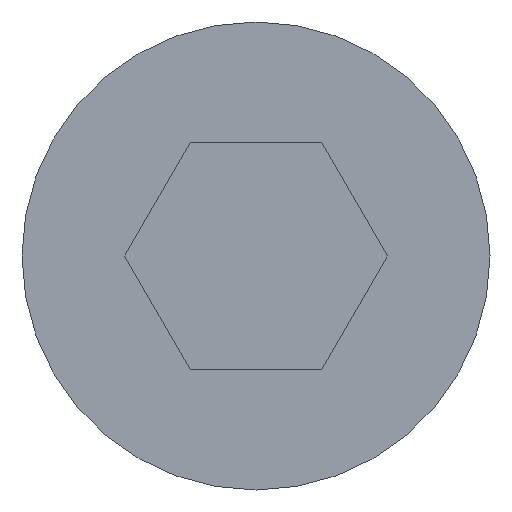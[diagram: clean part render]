
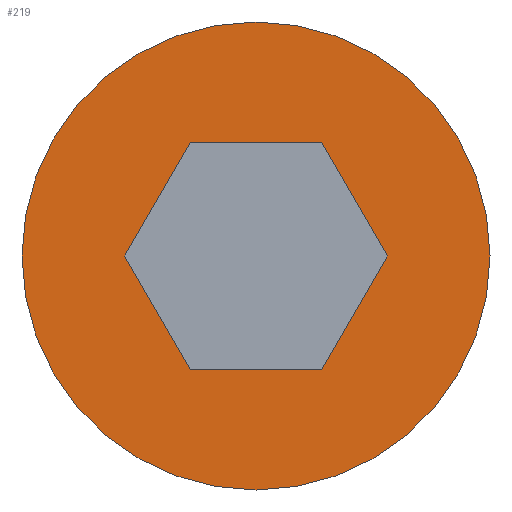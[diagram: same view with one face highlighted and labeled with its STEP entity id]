
A CAD part, front view. The second image highlights one B-rep face of the part: STEP entity #219.
In plain terms, the highlighted planar face has unit normal (0, -1, 0).
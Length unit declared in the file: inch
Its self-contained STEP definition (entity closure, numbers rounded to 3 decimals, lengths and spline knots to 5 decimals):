
#18 = EDGE_CURVE ( 'NONE', #416, #217, #353, .T. ) ;
#25 = FACE_BOUND ( 'NONE', #54, .T. ) ;
#31 = CARTESIAN_POINT ( 'NONE',  ( 0., 0., -0.1125 ) ) ;
#32 = CARTESIAN_POINT ( 'NONE',  ( 0.06315, 0., 0. ) ) ;
#33 = CARTESIAN_POINT ( 'NONE',  ( -0.03157, 0., 0.05469 ) ) ;
#35 = CARTESIAN_POINT ( 'NONE',  ( 0.03157, 0., -0.05469 ) ) ;
#42 = CIRCLE ( 'NONE', #426, 0.1125 ) ;
#43 = ORIENTED_EDGE ( 'NONE', *, *, #65, .F. ) ;
#45 = FACE_OUTER_BOUND ( 'NONE', #203, .T. ) ;
#47 = EDGE_CURVE ( 'NONE', #247, #452, #358, .T. ) ;
#50 = DIRECTION ( 'NONE',  ( 0., 0., 1. ) ) ;
#54 = EDGE_LOOP ( 'NONE', ( #43, #285, #457, #431, #178, #177 ) ) ;
#57 = AXIS2_PLACEMENT_3D ( 'NONE', #293, #215, #50 ) ;
#64 = EDGE_CURVE ( 'NONE', #217, #284, #333, .T. ) ;
#65 = EDGE_CURVE ( 'NONE', #277, #416, #305, .T. ) ;
#79 = LINE ( 'NONE', #432, #346 ) ;
#123 = EDGE_CURVE ( 'NONE', #284, #247, #258, .T. ) ;
#130 = CIRCLE ( 'NONE', #57, 0.1125 ) ;
#139 = DIRECTION ( 'NONE',  ( 0., 0., 1. ) ) ;
#154 = EDGE_CURVE ( 'NONE', #294, #445, #130, .T. ) ;
#177 = ORIENTED_EDGE ( 'NONE', *, *, #18, .F. ) ;
#178 = ORIENTED_EDGE ( 'NONE', *, *, #64, .F. ) ;
#182 = EDGE_CURVE ( 'NONE', #452, #277, #79, .T. ) ;
#203 = EDGE_LOOP ( 'NONE', ( #345, #443 ) ) ;
#211 = DIRECTION ( 'NONE',  ( 0.5, 0., -0.866 ) ) ;
#212 = CARTESIAN_POINT ( 'NONE',  ( -0.06315, 0., 0. ) ) ;
#215 = DIRECTION ( 'NONE',  ( 0., 1., 0. ) ) ;
#217 = VERTEX_POINT ( 'NONE', #308 ) ;
#219 = ADVANCED_FACE ( 'NONE', ( #25, #45 ), #344, .F. ) ;
#225 = DIRECTION ( 'NONE',  ( 0.5, 0., 0.866 ) ) ;
#231 = CARTESIAN_POINT ( 'NONE',  ( 0., 0., 0. ) ) ;
#233 = DIRECTION ( 'NONE',  ( -1., 0., 0. ) ) ;
#247 = VERTEX_POINT ( 'NONE', #312 ) ;
#258 = LINE ( 'NONE', #212, #400 ) ;
#271 = DIRECTION ( 'NONE',  ( 0., 0., 1. ) ) ;
#277 = VERTEX_POINT ( 'NONE', #32 ) ;
#284 = VERTEX_POINT ( 'NONE', #347 ) ;
#285 = ORIENTED_EDGE ( 'NONE', *, *, #182, .F. ) ;
#287 = VECTOR ( 'NONE', #454, 39.37008 ) ;
#293 = CARTESIAN_POINT ( 'NONE',  ( 0., 0., 0. ) ) ;
#294 = VERTEX_POINT ( 'NONE', #31 ) ;
#295 = EDGE_CURVE ( 'NONE', #445, #294, #42, .T. ) ;
#298 = VECTOR ( 'NONE', #387, 39.37008 ) ;
#305 = LINE ( 'NONE', #448, #287 ) ;
#308 = CARTESIAN_POINT ( 'NONE',  ( -0.03157, 0., 0.05469 ) ) ;
#312 = CARTESIAN_POINT ( 'NONE',  ( -0.03157, 0., -0.05469 ) ) ;
#313 = DIRECTION ( 'NONE',  ( 1., 0., 0. ) ) ;
#319 = VECTOR ( 'NONE', #313, 39.37008 ) ;
#333 = LINE ( 'NONE', #33, #298 ) ;
#341 = CARTESIAN_POINT ( 'NONE',  ( 0., 0., 0. ) ) ;
#344 = PLANE ( 'NONE',  #430 ) ;
#345 = ORIENTED_EDGE ( 'NONE', *, *, #154, .F. ) ;
#346 = VECTOR ( 'NONE', #225, 39.37008 ) ;
#347 = CARTESIAN_POINT ( 'NONE',  ( -0.06315, 0., 0. ) ) ;
#349 = CARTESIAN_POINT ( 'NONE',  ( 0., 0., 0.1125 ) ) ;
#353 = LINE ( 'NONE', #384, #391 ) ;
#358 = LINE ( 'NONE', #382, #319 ) ;
#379 = DIRECTION ( 'NONE',  ( 0., 1., 0. ) ) ;
#382 = CARTESIAN_POINT ( 'NONE',  ( -0.03157, 0., -0.05469 ) ) ;
#384 = CARTESIAN_POINT ( 'NONE',  ( 0.03157, 0., 0.05469 ) ) ;
#387 = DIRECTION ( 'NONE',  ( -0.5, 0., -0.866 ) ) ;
#391 = VECTOR ( 'NONE', #233, 39.37008 ) ;
#400 = VECTOR ( 'NONE', #211, 39.37008 ) ;
#409 = CARTESIAN_POINT ( 'NONE',  ( 0.03157, 0., 0.05469 ) ) ;
#416 = VERTEX_POINT ( 'NONE', #409 ) ;
#426 = AXIS2_PLACEMENT_3D ( 'NONE', #231, #463, #271 ) ;
#430 = AXIS2_PLACEMENT_3D ( 'NONE', #341, #379, #139 ) ;
#431 = ORIENTED_EDGE ( 'NONE', *, *, #123, .F. ) ;
#432 = CARTESIAN_POINT ( 'NONE',  ( 0.03157, 0., -0.05469 ) ) ;
#443 = ORIENTED_EDGE ( 'NONE', *, *, #295, .F. ) ;
#445 = VERTEX_POINT ( 'NONE', #349 ) ;
#448 = CARTESIAN_POINT ( 'NONE',  ( 0.06315, 0., 0. ) ) ;
#452 = VERTEX_POINT ( 'NONE', #35 ) ;
#454 = DIRECTION ( 'NONE',  ( -0.5, 0., 0.866 ) ) ;
#457 = ORIENTED_EDGE ( 'NONE', *, *, #47, .F. ) ;
#463 = DIRECTION ( 'NONE',  ( 0., 1., 0. ) ) ;
